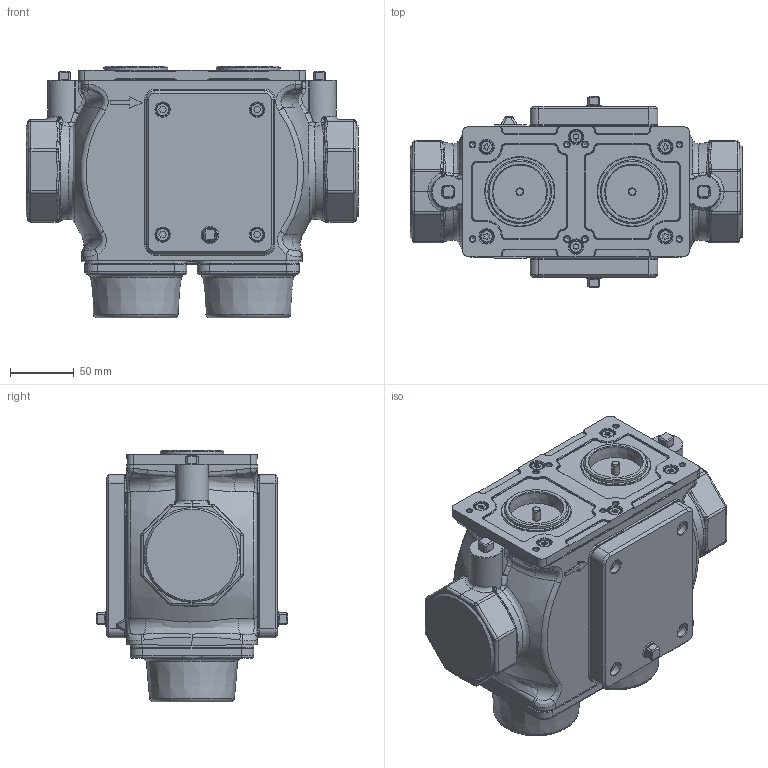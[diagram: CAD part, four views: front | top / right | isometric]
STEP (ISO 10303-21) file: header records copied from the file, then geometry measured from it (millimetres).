
FILE_DESCRIPTION(/* description */ (''),/* implementation_level */ '2;1');
FILE_NAME(/* name */ 'A5W00027916_02.stp',/* time_stamp */ '2018-07-02T09:17:53+02:00',/* author */ (''),/* organization */ (''),/* preprocessor_version */ 'ST-DEVELOPER v16',/* originating_system */ 'SIEMENS PLM Software NX 10.0',/* authorisation */ '');
FILE_SCHEMA (('AUTOMOTIVE_DESIGN { 1 0 10303 214 3 1 1 1 }'));
Products named in the file (1): Gant1984025587nm
Bounding box: 260 x 150 x 197 mm (x, y, z)
Volume: 3865287.4 mm3; surface area: 193176.5 mm2
Topology: 1 solids, 45 shells, 1819 faces, 4472 edges, 2761 vertices
Faces by surface type: plane 650, cylinder 526, bspline 278, cone 222, torus 134, sphere 6, extrusion 3
Full cylindrical faces by diameter (mm): 4.2 x8, 5 x8, 5.5 x22, 5.795 x22, 6 x2, 10 x22, 11 x22, 50 x2, 54 x2
Entity records: 56386 total; most frequent: CARTESIAN_POINT 16606, DIRECTION 8214, ORIENTED_EDGE 8014, EDGE_CURVE 4007, AXIS2_PLACEMENT_3D 3223, VERTEX_POINT 2626, EDGE_LOOP 2181, ADVANCED_FACE 1819
